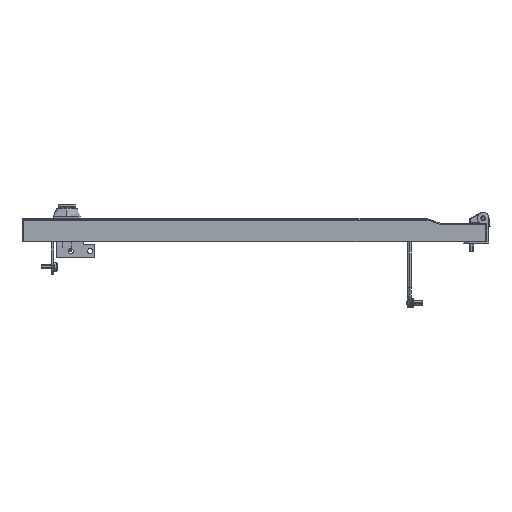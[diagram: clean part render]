
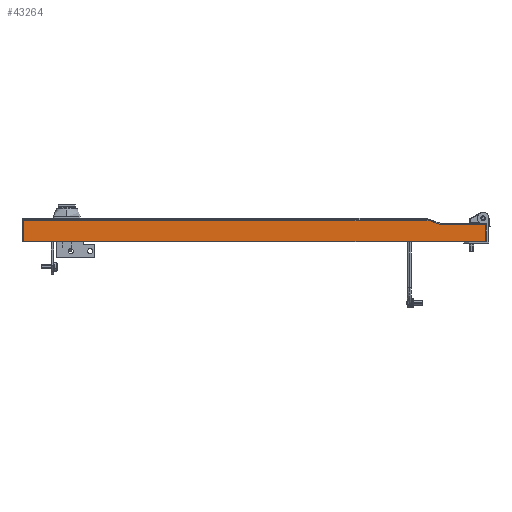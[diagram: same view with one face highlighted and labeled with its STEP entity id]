
A CAD part, front view. The second image highlights one B-rep face of the part: STEP entity #43264.
In plain terms, the highlighted planar face has unit normal (0, -1, 0).
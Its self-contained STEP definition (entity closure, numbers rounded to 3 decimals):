
#1108 = LINE ( 'NONE', #47896, #65222 ) ;
#2226 = DIRECTION ( 'NONE',  ( 0., 1., 0. ) ) ;
#2697 = DIRECTION ( 'NONE',  ( 0., 0., -1. ) ) ;
#3462 = VERTEX_POINT ( 'NONE', #59604 ) ;
#3601 = ORIENTED_EDGE ( 'NONE', *, *, #56607, .F. ) ;
#4036 = AXIS2_PLACEMENT_3D ( 'NONE', #18237, #2226, #53429 ) ;
#4723 = LINE ( 'NONE', #9802, #22183 ) ;
#5109 = CIRCLE ( 'NONE', #4036, 2. ) ;
#5765 = VERTEX_POINT ( 'NONE', #36914 ) ;
#6704 = CARTESIAN_POINT ( 'NONE',  ( 261.935, -1006.5, -2.8 ) ) ;
#6970 = CARTESIAN_POINT ( 'NONE',  ( 260.935, -1006.5, -30. ) ) ;
#7835 = ORIENTED_EDGE ( 'NONE', *, *, #62794, .F. ) ;
#9049 = EDGE_CURVE ( 'NONE', #63792, #48784, #4723, .T. ) ;
#9658 = VECTOR ( 'NONE', #20578, 1000. ) ;
#9802 = CARTESIAN_POINT ( 'NONE',  ( -258.135, -1006.5, -30. ) ) ;
#9945 = VERTEX_POINT ( 'NONE', #63324 ) ;
#10523 = VECTOR ( 'NONE', #49936, 1000. ) ;
#11614 = VERTEX_POINT ( 'NONE', #6704 ) ;
#12332 = LINE ( 'NONE', #28125, #60833 ) ;
#12921 = ORIENTED_EDGE ( 'NONE', *, *, #36414, .F. ) ;
#13498 = EDGE_CURVE ( 'NONE', #9945, #29541, #21256, .T. ) ;
#13800 = DIRECTION ( 'NONE',  ( 0., 1., 0. ) ) ;
#13911 = DIRECTION ( 'NONE',  ( -1., 0., 0. ) ) ;
#14819 = CARTESIAN_POINT ( 'NONE',  ( 0., -1006.5, 0. ) ) ;
#16247 = ORIENTED_EDGE ( 'NONE', *, *, #20077, .F. ) ;
#16460 = AXIS2_PLACEMENT_3D ( 'NONE', #14819, #13800, #18641 ) ;
#16973 = ORIENTED_EDGE ( 'NONE', *, *, #13498, .F. ) ;
#17819 = CARTESIAN_POINT ( 'NONE',  ( -259.364, -1006.5, -2.8 ) ) ;
#18237 = CARTESIAN_POINT ( 'NONE',  ( 335.567, -1006.5, -10.453 ) ) ;
#18641 = DIRECTION ( 'NONE',  ( 0., 0., -1. ) ) ;
#20067 = LINE ( 'NONE', #36107, #35451 ) ;
#20077 = EDGE_CURVE ( 'NONE', #29082, #31187, #1108, .T. ) ;
#20578 = DIRECTION ( 'NONE',  ( 1., 0., 0. ) ) ;
#21256 = LINE ( 'NONE', #62847, #9658 ) ;
#22183 = VECTOR ( 'NONE', #39642, 1000. ) ;
#22913 = CARTESIAN_POINT ( 'NONE',  ( 279.605, -1006.5, -8.212 ) ) ;
#23658 = LINE ( 'NONE', #65251, #10523 ) ;
#24232 = DIRECTION ( 'NONE',  ( 0., -1., 0. ) ) ;
#27761 = VECTOR ( 'NONE', #2697, 1000. ) ;
#28125 = CARTESIAN_POINT ( 'NONE',  ( 337.567, -1006.5, -29.953 ) ) ;
#28208 = CARTESIAN_POINT ( 'NONE',  ( 260.935, -1006.5, -2.8 ) ) ;
#29082 = VERTEX_POINT ( 'NONE', #17819 ) ;
#29397 = DIRECTION ( 'NONE',  ( 0.94, 0., -0.342 ) ) ;
#29541 = VERTEX_POINT ( 'NONE', #34742 ) ;
#31187 = VERTEX_POINT ( 'NONE', #28208 ) ;
#31691 = EDGE_CURVE ( 'NONE', #5765, #3462, #12332, .T. ) ;
#32475 = VERTEX_POINT ( 'NONE', #44544 ) ;
#32517 = VECTOR ( 'NONE', #29397, 1000. ) ;
#34577 = EDGE_CURVE ( 'NONE', #59586, #9945, #59357, .T. ) ;
#34742 = CARTESIAN_POINT ( 'NONE',  ( 335.567, -1006.5, -8.453 ) ) ;
#35223 = ORIENTED_EDGE ( 'NONE', *, *, #57477, .T. ) ;
#35451 = VECTOR ( 'NONE', #56894, 1000. ) ;
#36107 = CARTESIAN_POINT ( 'NONE',  ( 262.263, -1006.5, -1.9 ) ) ;
#36114 = VECTOR ( 'NONE', #36690, 1000. ) ;
#36410 = ORIENTED_EDGE ( 'NONE', *, *, #43382, .F. ) ;
#36414 = EDGE_CURVE ( 'NONE', #29541, #5765, #5109, .T. ) ;
#36690 = DIRECTION ( 'NONE',  ( -1., 0., -0.001 ) ) ;
#36914 = CARTESIAN_POINT ( 'NONE',  ( 337.567, -1006.5, -10.453 ) ) ;
#39642 = DIRECTION ( 'NONE',  ( -1., 0., 0. ) ) ;
#40256 = CARTESIAN_POINT ( 'NONE',  ( 280.973, -1006.5, -4.453 ) ) ;
#40488 = FACE_OUTER_BOUND ( 'NONE', #62542, .T. ) ;
#41143 = LINE ( 'NONE', #52060, #36114 ) ;
#41315 = ORIENTED_EDGE ( 'NONE', *, *, #34577, .F. ) ;
#43264 = ADVANCED_FACE ( 'NONE', ( #40488 ), #65379, .F. ) ;
#43382 = EDGE_CURVE ( 'NONE', #3462, #63792, #41143, .T. ) ;
#43390 = ORIENTED_EDGE ( 'NONE', *, *, #9049, .F. ) ;
#44544 = CARTESIAN_POINT ( 'NONE',  ( 262.263, -1006.5, -1.9 ) ) ;
#44825 = DIRECTION ( 'NONE',  ( 0., 0., -1. ) ) ;
#45081 = LINE ( 'NONE', #65865, #32517 ) ;
#45710 = LINE ( 'NONE', #66130, #27761 ) ;
#47896 = CARTESIAN_POINT ( 'NONE',  ( 260.935, -1006.5, -2.8 ) ) ;
#48784 = VERTEX_POINT ( 'NONE', #58717 ) ;
#49936 = DIRECTION ( 'NONE',  ( 1., 0., 0. ) ) ;
#50295 = ORIENTED_EDGE ( 'NONE', *, *, #61708, .F. ) ;
#52060 = CARTESIAN_POINT ( 'NONE',  ( 260.935, -1006.5, -30. ) ) ;
#53429 = DIRECTION ( 'NONE',  ( 1., 0., 0. ) ) ;
#56607 = EDGE_CURVE ( 'NONE', #11614, #32475, #20067, .T. ) ;
#56894 = DIRECTION ( 'NONE',  ( 0.342, 0., 0.94 ) ) ;
#57477 = EDGE_CURVE ( 'NONE', #29082, #48784, #45710, .T. ) ;
#58717 = CARTESIAN_POINT ( 'NONE',  ( -259.364, -1006.5, -30. ) ) ;
#59357 = CIRCLE ( 'NONE', #64803, 4. ) ;
#59586 = VERTEX_POINT ( 'NONE', #22913 ) ;
#59604 = CARTESIAN_POINT ( 'NONE',  ( 337.567, -1006.5, -29.953 ) ) ;
#60833 = VECTOR ( 'NONE', #44825, 1000. ) ;
#61708 = EDGE_CURVE ( 'NONE', #32475, #59586, #45081, .T. ) ;
#61862 = ORIENTED_EDGE ( 'NONE', *, *, #31691, .F. ) ;
#62542 = EDGE_LOOP ( 'NONE', ( #16247, #35223, #43390, #36410, #61862, #12921, #16973, #41315, #50295, #3601, #7835 ) ) ;
#62794 = EDGE_CURVE ( 'NONE', #31187, #11614, #23658, .T. ) ;
#62847 = CARTESIAN_POINT ( 'NONE',  ( 335.567, -1006.5, -8.453 ) ) ;
#63212 = DIRECTION ( 'NONE',  ( 1., 0., 0. ) ) ;
#63324 = CARTESIAN_POINT ( 'NONE',  ( 280.973, -1006.5, -8.453 ) ) ;
#63792 = VERTEX_POINT ( 'NONE', #6970 ) ;
#64803 = AXIS2_PLACEMENT_3D ( 'NONE', #40256, #24232, #13911 ) ;
#65222 = VECTOR ( 'NONE', #63212, 1000. ) ;
#65251 = CARTESIAN_POINT ( 'NONE',  ( 260.935, -1006.5, -2.8 ) ) ;
#65379 = PLANE ( 'NONE',  #16460 ) ;
#65865 = CARTESIAN_POINT ( 'NONE',  ( 279.605, -1006.5, -8.212 ) ) ;
#66130 = CARTESIAN_POINT ( 'NONE',  ( -259.364, -1006.5, -2.8 ) ) ;
